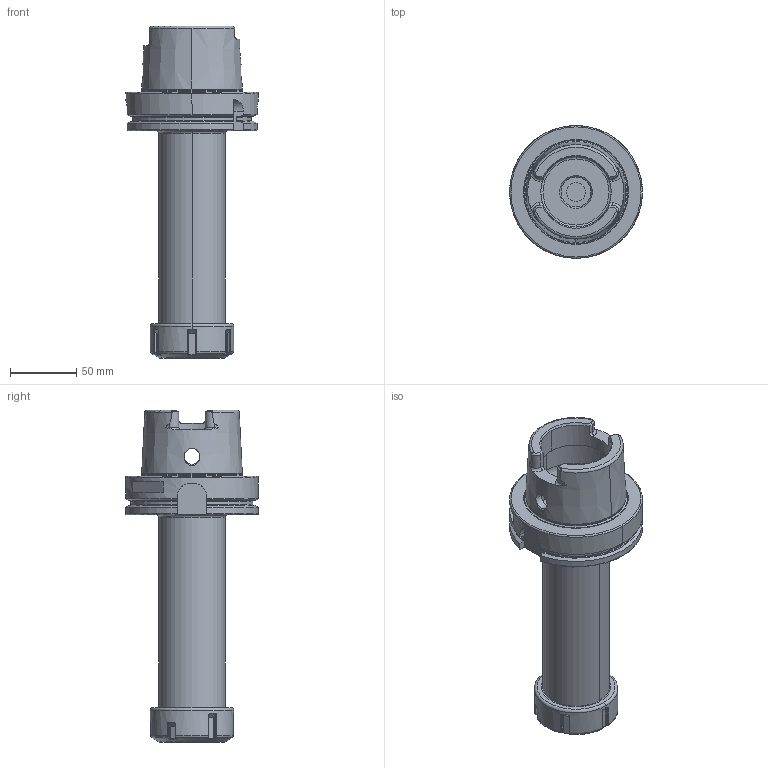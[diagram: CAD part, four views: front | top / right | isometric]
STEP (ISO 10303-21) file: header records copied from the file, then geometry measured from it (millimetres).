
FILE_DESCRIPTION((''),'2;1');
FILE_NAME('A100_02_26_3','2021-04-06T',('103090'),(''),'CREO PARAMETRIC BY PTC INC, 2016260','CREO PARAMETRIC BY PTC INC, 2016260','');
FILE_SCHEMA(('CONFIG_CONTROL_DESIGN'));
Length unit declared in the file: millimetre
Products named in the file (1): A100_02_26_3
Bounding box: 100 x 100 x 250 mm (x, y, z)
Volume: 537042.7 mm3; surface area: 92636.7 mm2
Topology: 1 solids, 1 shells, 341 faces, 840 edges, 509 vertices
Faces by surface type: cylinder 88, plane 87, torus 58, bspline 58, cone 38, sphere 12
Entity records: 13340 total; most frequent: CARTESIAN_POINT 5725, ORIENTED_EDGE 1676, DIRECTION 1446, EDGE_CURVE 838, AXIS2_PLACEMENT_3D 574, VERTEX_POINT 509, EDGE_LOOP 355, FACE_OUTER_BOUND 341
